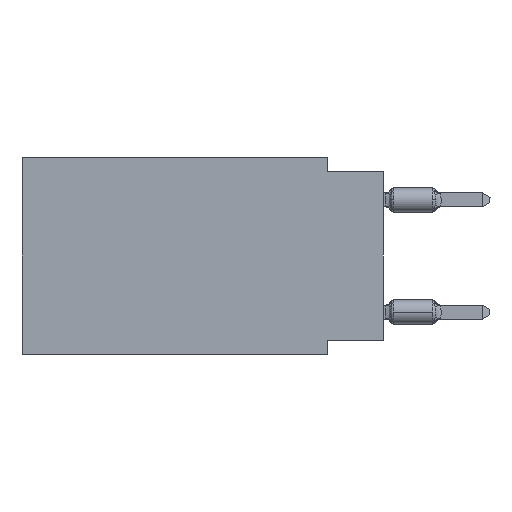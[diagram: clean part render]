
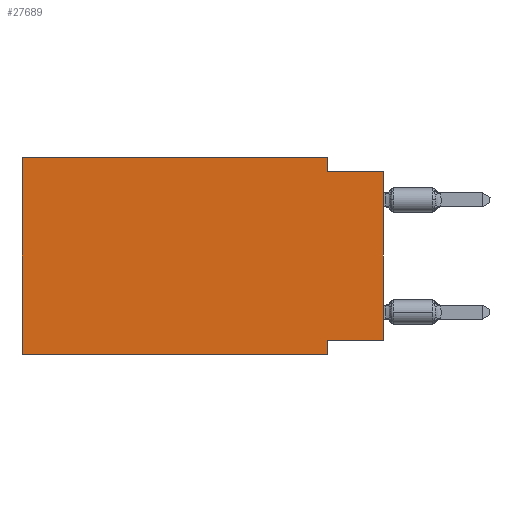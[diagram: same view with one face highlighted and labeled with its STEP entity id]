
A CAD part, left-side view. The second image highlights one B-rep face of the part: STEP entity #27689.
In plain terms, the highlighted planar face has unit normal (-1, 0, 0).
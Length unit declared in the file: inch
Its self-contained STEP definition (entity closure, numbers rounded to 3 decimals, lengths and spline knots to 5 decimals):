
#1000 = EDGE_CURVE ( 'NONE', #14101, #30119, #16599, .T. ) ;
#1789 = DIRECTION ( 'NONE',  ( 0., -1., 0. ) ) ;
#2424 = LINE ( 'NONE', #31469, #23523 ) ;
#2465 = CARTESIAN_POINT ( 'NONE',  ( 0., 0., -0.025 ) ) ;
#2502 = DIRECTION ( 'NONE',  ( 0., 1., 0. ) ) ;
#2623 = CARTESIAN_POINT ( 'NONE',  ( 0., 0.645, 0. ) ) ;
#3711 = ORIENTED_EDGE ( 'NONE', *, *, #24455, .F. ) ;
#3777 = ORIENTED_EDGE ( 'NONE', *, *, #1000, .F. ) ;
#5182 = AXIS2_PLACEMENT_3D ( 'NONE', #2623, #20771, #23678 ) ;
#6314 = EDGE_CURVE ( 'NONE', #21454, #13313, #2424, .T. ) ;
#6968 = EDGE_CURVE ( 'NONE', #21090, #12050, #25816, .T. ) ;
#6995 = VECTOR ( 'NONE', #9003, 39.37008 ) ;
#7760 = CARTESIAN_POINT ( 'NONE',  ( 0., 0.645, -0.35 ) ) ;
#7871 = CARTESIAN_POINT ( 'NONE',  ( 0., 0., -0.325 ) ) ;
#8502 = VECTOR ( 'NONE', #20936, 39.37008 ) ;
#9003 = DIRECTION ( 'NONE',  ( 0., -1., 0. ) ) ;
#9988 = EDGE_CURVE ( 'NONE', #12050, #13313, #13017, .T. ) ;
#10243 = PLANE ( 'NONE',  #5182 ) ;
#10439 = DIRECTION ( 'NONE',  ( 0., 0., -1. ) ) ;
#10880 = DIRECTION ( 'NONE',  ( 0., 0., 1. ) ) ;
#10966 = DIRECTION ( 'NONE',  ( 0., 0., -1. ) ) ;
#12050 = VERTEX_POINT ( 'NONE', #23248 ) ;
#12130 = LINE ( 'NONE', #17112, #6995 ) ;
#12135 = CARTESIAN_POINT ( 'NONE',  ( 0., 0.645, 0. ) ) ;
#13000 = LINE ( 'NONE', #34097, #8502 ) ;
#13017 = LINE ( 'NONE', #2465, #22253 ) ;
#13313 = VERTEX_POINT ( 'NONE', #32850 ) ;
#13344 = CARTESIAN_POINT ( 'NONE',  ( 0., 0., -0.325 ) ) ;
#13844 = CARTESIAN_POINT ( 'NONE',  ( 0., 0.645, 0. ) ) ;
#14101 = VERTEX_POINT ( 'NONE', #7760 ) ;
#14798 = ORIENTED_EDGE ( 'NONE', *, *, #6968, .F. ) ;
#15091 = CARTESIAN_POINT ( 'NONE',  ( 0., 0.1, 0. ) ) ;
#16599 = LINE ( 'NONE', #13844, #32256 ) ;
#16754 = ORIENTED_EDGE ( 'NONE', *, *, #22343, .F. ) ;
#17112 = CARTESIAN_POINT ( 'NONE',  ( 0., 0.645, 0. ) ) ;
#17156 = CARTESIAN_POINT ( 'NONE',  ( 0., 0.1, -0.325 ) ) ;
#17466 = EDGE_LOOP ( 'NONE', ( #28972, #22732, #14798, #26044, #3777, #19995, #16754, #3711 ) ) ;
#19657 = EDGE_CURVE ( 'NONE', #30119, #21090, #12130, .T. ) ;
#19995 = ORIENTED_EDGE ( 'NONE', *, *, #25996, .T. ) ;
#20771 = DIRECTION ( 'NONE',  ( 1., 0., 0. ) ) ;
#20936 = DIRECTION ( 'NONE',  ( 0., -1., 0. ) ) ;
#21090 = VERTEX_POINT ( 'NONE', #32409 ) ;
#21454 = VERTEX_POINT ( 'NONE', #13344 ) ;
#21798 = VERTEX_POINT ( 'NONE', #23157 ) ;
#22253 = VECTOR ( 'NONE', #1789, 39.37008 ) ;
#22343 = EDGE_CURVE ( 'NONE', #24753, #21798, #27854, .T. ) ;
#22732 = ORIENTED_EDGE ( 'NONE', *, *, #9988, .F. ) ;
#23157 = CARTESIAN_POINT ( 'NONE',  ( 0., 0.1, -0.35 ) ) ;
#23248 = CARTESIAN_POINT ( 'NONE',  ( 0., 0.1, -0.025 ) ) ;
#23336 = FACE_OUTER_BOUND ( 'NONE', #17466, .T. ) ;
#23454 = CARTESIAN_POINT ( 'NONE',  ( 0., 0.1, -0.35 ) ) ;
#23523 = VECTOR ( 'NONE', #10880, 39.37008 ) ;
#23678 = DIRECTION ( 'NONE',  ( 0., 0., -1. ) ) ;
#23862 = VECTOR ( 'NONE', #2502, 39.37008 ) ;
#24455 = EDGE_CURVE ( 'NONE', #21454, #24753, #26166, .T. ) ;
#24753 = VERTEX_POINT ( 'NONE', #17156 ) ;
#25816 = LINE ( 'NONE', #15091, #32936 ) ;
#25996 = EDGE_CURVE ( 'NONE', #14101, #21798, #13000, .T. ) ;
#26044 = ORIENTED_EDGE ( 'NONE', *, *, #19657, .F. ) ;
#26166 = LINE ( 'NONE', #7871, #23862 ) ;
#27689 = ADVANCED_FACE ( 'NONE', ( #23336 ), #10243, .F. ) ;
#27854 = LINE ( 'NONE', #23454, #28208 ) ;
#28208 = VECTOR ( 'NONE', #10966, 39.37008 ) ;
#28972 = ORIENTED_EDGE ( 'NONE', *, *, #6314, .T. ) ;
#29930 = DIRECTION ( 'NONE',  ( 0., 0., 1. ) ) ;
#30119 = VERTEX_POINT ( 'NONE', #12135 ) ;
#31469 = CARTESIAN_POINT ( 'NONE',  ( 0., 0., 0. ) ) ;
#32256 = VECTOR ( 'NONE', #29930, 39.37008 ) ;
#32409 = CARTESIAN_POINT ( 'NONE',  ( 0., 0.1, 0. ) ) ;
#32850 = CARTESIAN_POINT ( 'NONE',  ( 0., 0., -0.025 ) ) ;
#32936 = VECTOR ( 'NONE', #10439, 39.37008 ) ;
#34097 = CARTESIAN_POINT ( 'NONE',  ( 0., 0.645, -0.35 ) ) ;
